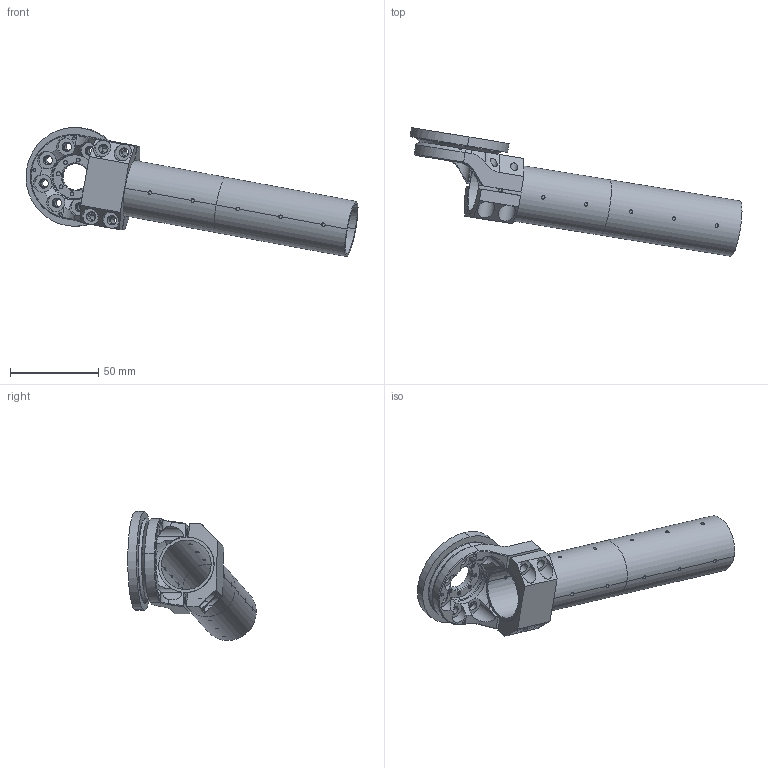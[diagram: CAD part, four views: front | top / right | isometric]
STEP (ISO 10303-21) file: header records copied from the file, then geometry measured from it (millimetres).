
FILE_DESCRIPTION (( 'STEP AP203' ), '1' );
FILE_NAME ('level4_Default_sldprt.STEP', '2017-10-17T14:24:59', ( '' ), ( '' ), 'SwSTEP 2.0', 'SolidWorks 2016', '' );
FILE_SCHEMA (( 'CONFIG_CONTROL_DESIGN' ));
Length unit declared in the file: millimetre
Products named in the file (1): level4_Default_sldprt
Bounding box: 188.06 x 72.78 x 73.12 mm (x, y, z)
Volume: 55660 mm3; surface area: 48877.6 mm2
Topology: 6 solids, 6 shells, 277 faces, 740 edges, 458 vertices
Faces by surface type: cylinder 180, plane 55, cone 38, bspline 4
Entity records: 11413 total; most frequent: CARTESIAN_POINT 4428, ORIENTED_EDGE 1480, DIRECTION 1380, EDGE_CURVE 740, AXIS2_PLACEMENT_3D 544, VERTEX_POINT 458, EDGE_LOOP 368, LINE 292
